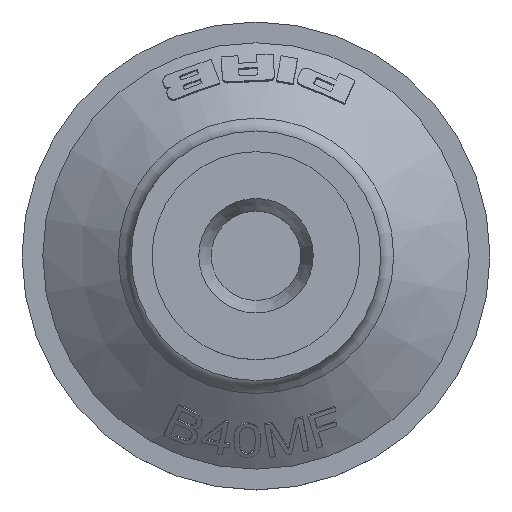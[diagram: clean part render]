
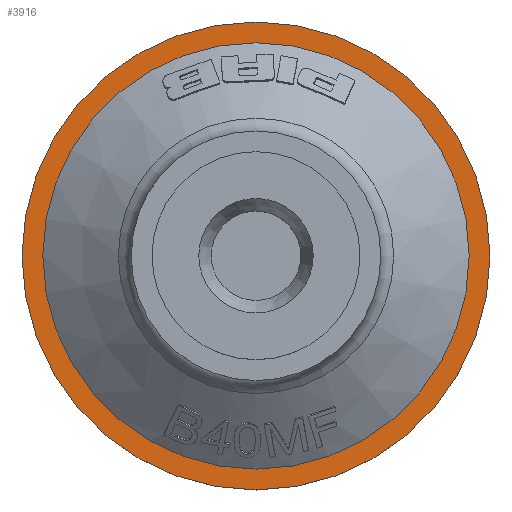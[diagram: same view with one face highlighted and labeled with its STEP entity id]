
A CAD part, top view. The second image highlights one B-rep face of the part: STEP entity #3916.
In plain terms, the highlighted planar face has unit normal (0, 0, 1).
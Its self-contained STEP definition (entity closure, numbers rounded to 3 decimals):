
#671=PLANE('',#4084);
#1132=ORIENTED_EDGE('',*,*,#1782,.T.);
#1133=ORIENTED_EDGE('',*,*,#1778,.F.);
#1778=EDGE_CURVE('',#2105,#2105,#2217,.T.);
#1782=EDGE_CURVE('',#2109,#2109,#2221,.T.);
#2105=VERTEX_POINT('',#5932);
#2109=VERTEX_POINT('',#5944);
#2217=CIRCLE('',#4077,20.5);
#2221=CIRCLE('',#4085,22.5);
#2336=EDGE_LOOP('',(#1132));
#2337=EDGE_LOOP('',(#1133));
#2537=FACE_BOUND('',#2336,.T.);
#2538=FACE_BOUND('',#2337,.T.);
#3916=ADVANCED_FACE('',(#2537,#2538),#671,.T.);
#4077=AXIS2_PLACEMENT_3D('',#5931,#4393,#4394);
#4084=AXIS2_PLACEMENT_3D('',#5942,#4407,#4408);
#4085=AXIS2_PLACEMENT_3D('',#5943,#4409,#4410);
#4393=DIRECTION('',(0.,0.,1.));
#4394=DIRECTION('',(1.,0.,0.));
#4407=DIRECTION('',(0.,0.,1.));
#4408=DIRECTION('',(1.,0.,0.));
#4409=DIRECTION('',(0.,0.,1.));
#4410=DIRECTION('',(1.,0.,0.));
#5931=CARTESIAN_POINT('',(0.,0.,12.25));
#5932=CARTESIAN_POINT('',(20.5,0.,12.25));
#5942=CARTESIAN_POINT('',(20.5,0.,12.25));
#5943=CARTESIAN_POINT('',(0.,0.,12.25));
#5944=CARTESIAN_POINT('',(22.5,0.,12.25));
